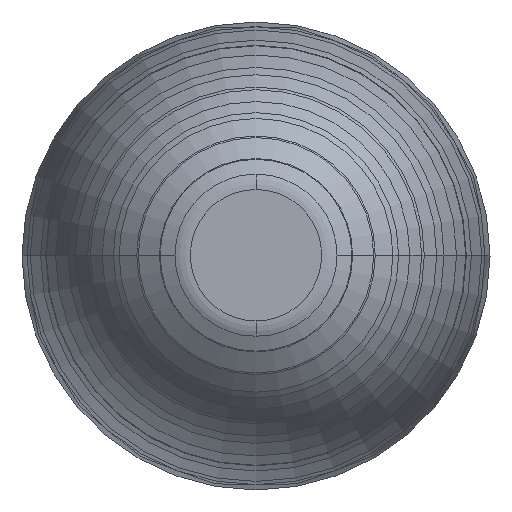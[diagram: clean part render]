
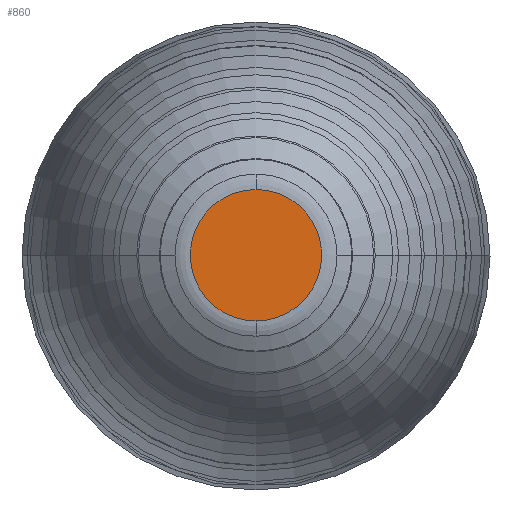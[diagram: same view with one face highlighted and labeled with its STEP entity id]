
A CAD part, top view. The second image highlights one B-rep face of the part: STEP entity #860.
In plain terms, the highlighted planar face has unit normal (0, 0, 1).
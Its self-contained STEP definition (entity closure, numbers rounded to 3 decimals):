
#860=ADVANCED_FACE('',(#1619),#1620,.T.);
#1619=FACE_OUTER_BOUND('',#2539,.T.);
#1620=PLANE('',#2540);
#2539=EDGE_LOOP('',(#3752,#3753,#3754));
#2540=AXIS2_PLACEMENT_3D('',#3755,#3756,#3757);
#3752=ORIENTED_EDGE('',*,*,#4971,.F.);
#3753=ORIENTED_EDGE('',*,*,#4970,.F.);
#3754=ORIENTED_EDGE('',*,*,#4893,.F.);
#3755=CARTESIAN_POINT('',(-111.802,5.836,103.584));
#3756=DIRECTION('',(0.0,0.,1.0));
#3757=DIRECTION('',(-1.0,0.0,-0.0));
#4893=EDGE_CURVE('',#5701,#5695,#5703,.T.);
#4970=EDGE_CURVE('',#5695,#5814,#5815,.T.);
#4971=EDGE_CURVE('',#5814,#5701,#5816,.T.);
#5695=VERTEX_POINT('',#6733);
#5701=VERTEX_POINT('',#6739);
#5703=CIRCLE('',#6741,3.784);
#5814=VERTEX_POINT('',#6884);
#5815=CIRCLE('',#6885,3.784);
#5816=CIRCLE('',#6886,3.784);
#6733=CARTESIAN_POINT('',(-110.0,2.051,103.584));
#6739=CARTESIAN_POINT('',(-110.0,9.62,103.584));
#6741=AXIS2_PLACEMENT_3D('',#7690,#7691,#7692);
#6884=CARTESIAN_POINT('',(-113.784,5.836,103.584));
#6885=AXIS2_PLACEMENT_3D('',#7776,#7777,#7778);
#6886=AXIS2_PLACEMENT_3D('',#7779,#7780,#7781);
#7690=CARTESIAN_POINT('',(-110.0,5.836,103.584));
#7691=DIRECTION('',(0.0,0.,-1.0));
#7692=DIRECTION('',(1.0,0.,0.));
#7776=CARTESIAN_POINT('',(-110.0,5.836,103.584));
#7777=DIRECTION('',(0.0,0.,-1.0));
#7778=DIRECTION('',(1.0,0.,0.));
#7779=CARTESIAN_POINT('',(-110.0,5.836,103.584));
#7780=DIRECTION('',(0.0,0.,-1.0));
#7781=DIRECTION('',(1.0,0.,0.));
